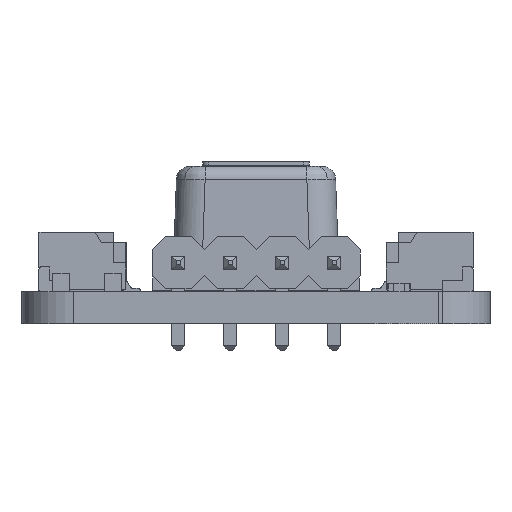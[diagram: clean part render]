
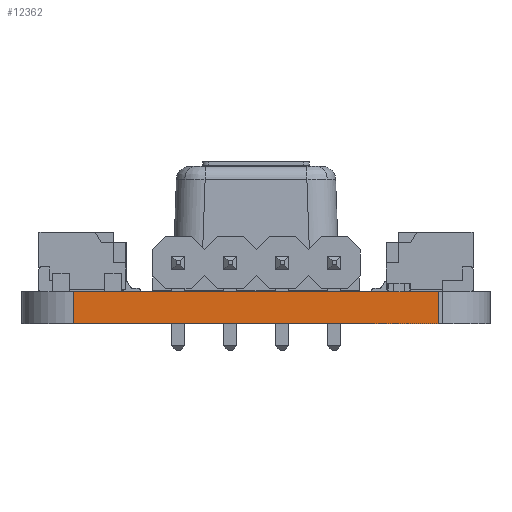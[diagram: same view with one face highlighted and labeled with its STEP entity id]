
A CAD part, front view. The second image highlights one B-rep face of the part: STEP entity #12362.
In plain terms, the highlighted planar face has unit normal (0, -1, 0).
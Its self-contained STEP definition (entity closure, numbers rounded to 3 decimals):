
#572=PLANE('',#13192);
#1121=FACE_OUTER_BOUND('',#1800,.T.);
#1800=EDGE_LOOP('',(#8793,#8794,#8795,#8796));
#2579=LINE('',#17647,#4070);
#2580=LINE('',#17650,#4071);
#2581=LINE('',#17652,#4072);
#2582=LINE('',#17653,#4073);
#4070=VECTOR('',#14265,10.);
#4071=VECTOR('',#14268,10.);
#4072=VECTOR('',#14269,10.);
#4073=VECTOR('',#14270,10.);
#5824=VERTEX_POINT('',#17643);
#5825=VERTEX_POINT('',#17645);
#5826=VERTEX_POINT('',#17649);
#5827=VERTEX_POINT('',#17651);
#6997=EDGE_CURVE('',#5824,#5825,#2579,.T.);
#6998=EDGE_CURVE('',#5826,#5824,#2580,.T.);
#6999=EDGE_CURVE('',#5827,#5825,#2581,.T.);
#7000=EDGE_CURVE('',#5826,#5827,#2582,.T.);
#8793=ORIENTED_EDGE('',*,*,#6998,.T.);
#8794=ORIENTED_EDGE('',*,*,#6997,.T.);
#8795=ORIENTED_EDGE('',*,*,#6999,.F.);
#8796=ORIENTED_EDGE('',*,*,#7000,.F.);
#12362=ADVANCED_FACE('',(#1121),#572,.T.);
#13192=AXIS2_PLACEMENT_3D('',#17648,#14266,#14267);
#14265=DIRECTION('',(0.,0.,1.));
#14266=DIRECTION('center_axis',(0.,-1.,0.));
#14267=DIRECTION('ref_axis',(1.,0.,0.));
#14268=DIRECTION('',(1.,0.,0.));
#14269=DIRECTION('',(1.,0.,0.));
#14270=DIRECTION('',(0.,0.,1.));
#17643=CARTESIAN_POINT('',(8.89,0.,0.));
#17645=CARTESIAN_POINT('',(8.89,0.,1.57));
#17647=CARTESIAN_POINT('',(8.89,0.,0.));
#17648=CARTESIAN_POINT('Origin',(-8.89,0.,
0.));
#17649=CARTESIAN_POINT('',(-8.89,0.,0.));
#17650=CARTESIAN_POINT('',(-8.89,0.,0.));
#17651=CARTESIAN_POINT('',(-8.89,0.,1.57));
#17652=CARTESIAN_POINT('',(-8.89,0.,1.57));
#17653=CARTESIAN_POINT('',(-8.89,0.,0.));
